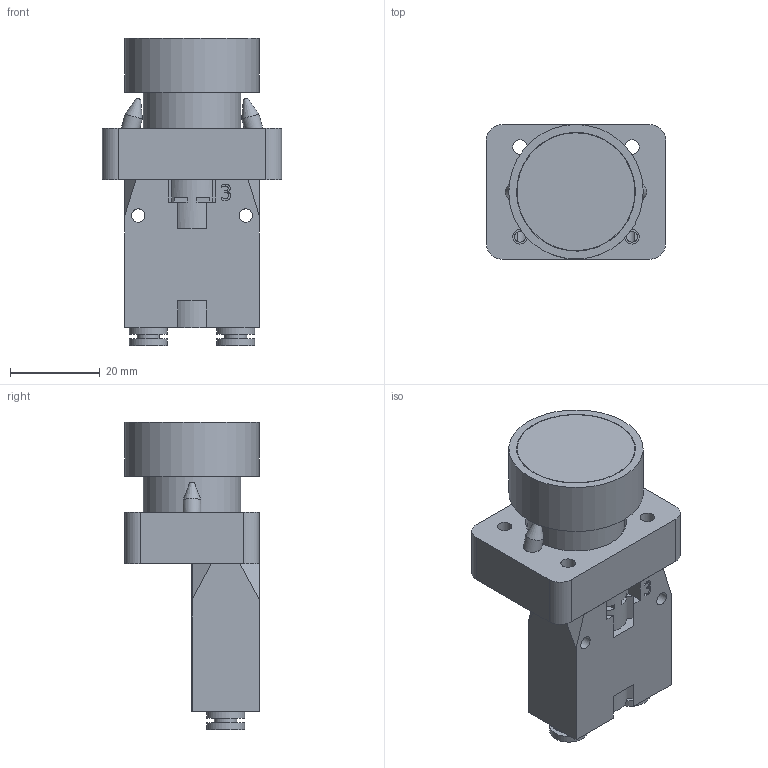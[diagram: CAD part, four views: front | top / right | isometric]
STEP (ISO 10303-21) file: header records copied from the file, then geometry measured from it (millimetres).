
FILE_DESCRIPTION(/* description */ ('PLACCA DI AGGANCIO'),/* implementation_level */ '2;1');
FILE_NAME(/* name */ '104_32_6_22#_P#.stp',/* time_stamp */ '2014-11-26T10:58:49+01:00',/* author */ ('maniean1'),/* organization */ (''),/* preprocessor_version */ 'ST-DEVELOPER v15.2',/* originating_system */ 'Autodesk Inventor 2014',/* authorisation */ '');
FILE_SCHEMA (('AUTOMOTIVE_DESIGN { 1 0 10303 214 3 1 1 }'));
Length unit declared in the file: millimetre
Products named in the file (4): 104_00; 104_32_0_1_P#; 104_6_22_#; 104_32_6_22#_P#
Bounding box: 40 x 30 x 68.5 mm (x, y, z)
Volume: 31270.9 mm3; surface area: 16038.7 mm2
Topology: 3 solids, 3 shells, 245 faces, 649 edges, 432 vertices
Faces by surface type: plane 150, bspline 50, cylinder 41, cone 3, sphere 1
Full cylindrical faces by diameter (mm): 2.45 x4, 3 x2, 3.25 x4, 3.5 x1, 4 x4, 5 x2, 8.5 x4, 18 x1, 20 x1, 21.7 x1, 22.5 x1, 26 x1, 26.3 x1, 26.5 x1, 30 x1
Entity records: 8170 total; most frequent: CARTESIAN_POINT 2274, ORIENTED_EDGE 1188, DIRECTION 990, EDGE_CURVE 594, VERTEX_POINT 412, LINE 378, VECTOR 378, EDGE_LOOP 324
